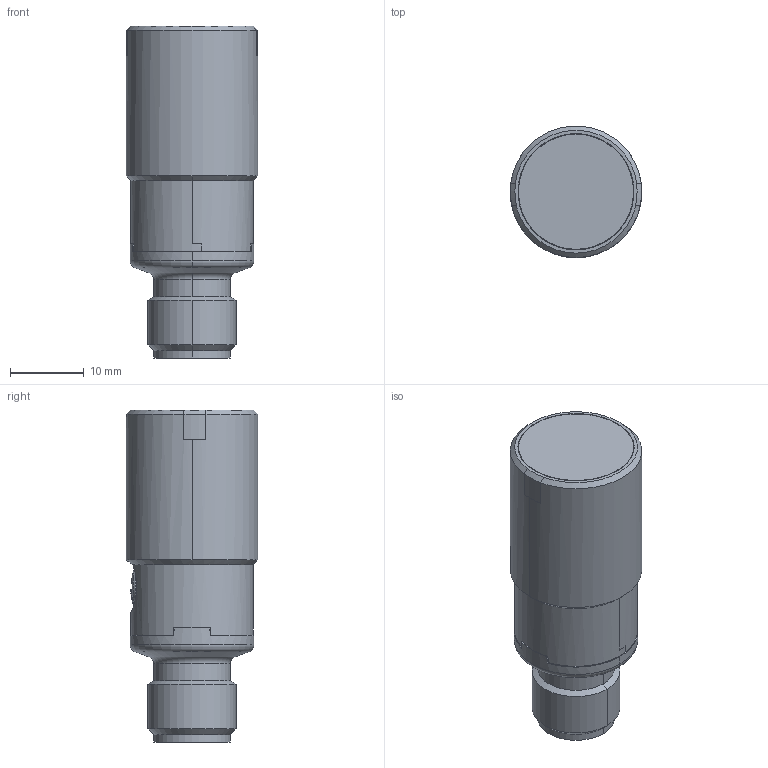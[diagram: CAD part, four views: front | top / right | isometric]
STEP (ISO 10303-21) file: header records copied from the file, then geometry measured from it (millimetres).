
FILE_DESCRIPTION((''),'2;1');
FILE_NAME('023','2021-02-01T15:09:34',('axu'),(''),'CREO PARAMETRIC BY PTC INC, 2019292','CREO PARAMETRIC BY PTC INC, 2019292','');
FILE_SCHEMA(('CONFIG_CONTROL_DESIGN','SHAPE_APPEARANCE_LAYERS_GROUPS'));
Length unit declared in the file: millimetre
Products named in the file (1): 023
Bounding box: 17.88 x 17.88 x 45.1 mm (x, y, z)
Volume: 8541.4 mm3; surface area: 5175.7 mm2
Topology: 1 solids, 1 shells, 197 faces, 525 edges, 343 vertices
Faces by surface type: cylinder 68, plane 67, cone 27, torus 19, bspline 12, sphere 4
Entity records: 9246 total; most frequent: CARTESIAN_POINT 1935, ORIENTED_EDGE 1030, DIRECTION 1026, EDGE_CURVE 515, AXIS2_PLACEMENT_3D 416, FILL_AREA_STYLE_COLOUR 384, FILL_AREA_STYLE 384, SURFACE_STYLE_FILL_AREA 384
